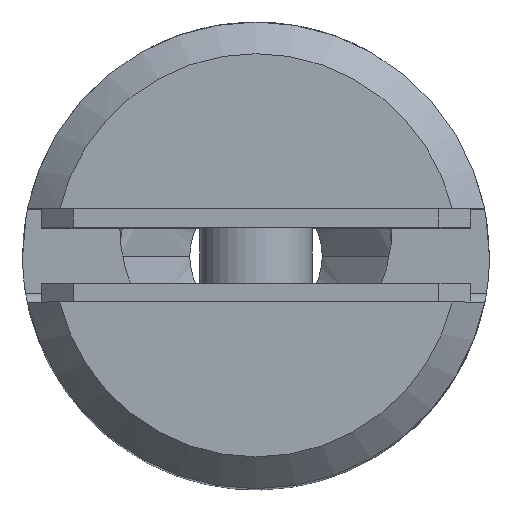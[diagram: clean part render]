
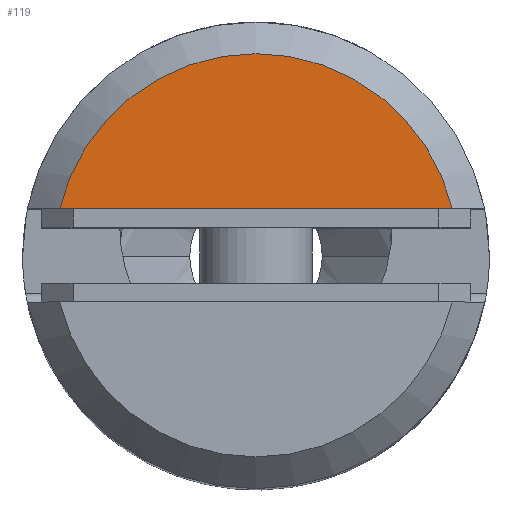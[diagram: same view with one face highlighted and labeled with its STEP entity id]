
A CAD part, top view. The second image highlights one B-rep face of the part: STEP entity #119.
In plain terms, the highlighted planar face has unit normal (0, 0, 1).
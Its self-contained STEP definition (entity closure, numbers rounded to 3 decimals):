
#15 = AXIS2_PLACEMENT_3D ( 'NONE', #2228, #924, #2057 ) ;
#119 = ADVANCED_FACE ( 'NONE', ( #2536 ), #189, .T. ) ;
#189 = PLANE ( 'NONE',  #15 ) ;
#363 = VERTEX_POINT ( 'NONE', #2469 ) ;
#517 = EDGE_CURVE ( 'NONE', #2370, #363, #3179, .T. ) ;
#756 = CARTESIAN_POINT ( 'NONE',  ( -12.247, 2.5, 24.5 ) ) ;
#777 = CARTESIAN_POINT ( 'NONE',  ( 0., 0., 24.5 ) ) ;
#920 = AXIS2_PLACEMENT_3D ( 'NONE', #777, #1290, #1325 ) ;
#924 = DIRECTION ( 'NONE',  ( 0., 0., 1. ) ) ;
#1074 = CIRCLE ( 'NONE', #920, 10.8 ) ;
#1290 = DIRECTION ( 'NONE',  ( 0., 0., 1. ) ) ;
#1325 = DIRECTION ( 'NONE',  ( 1., 0., 0. ) ) ;
#1351 = ORIENTED_EDGE ( 'NONE', *, *, #2048, .T. ) ;
#1549 = EDGE_LOOP ( 'NONE', ( #1642, #1351 ) ) ;
#1642 = ORIENTED_EDGE ( 'NONE', *, *, #517, .T. ) ;
#2016 = VECTOR ( 'NONE', #2332, 1000. ) ;
#2048 = EDGE_CURVE ( 'NONE', #363, #2370, #1074, .T. ) ;
#2057 = DIRECTION ( 'NONE',  ( 1., 0., 0. ) ) ;
#2228 = CARTESIAN_POINT ( 'NONE',  ( 0., 0., 24.5 ) ) ;
#2332 = DIRECTION ( 'NONE',  ( 1., 0., 0. ) ) ;
#2370 = VERTEX_POINT ( 'NONE', #2821 ) ;
#2469 = CARTESIAN_POINT ( 'NONE',  ( 10.507, 2.5, 24.5 ) ) ;
#2536 = FACE_OUTER_BOUND ( 'NONE', #1549, .T. ) ;
#2821 = CARTESIAN_POINT ( 'NONE',  ( -10.507, 2.5, 24.5 ) ) ;
#3179 = LINE ( 'NONE', #756, #2016 ) ;
